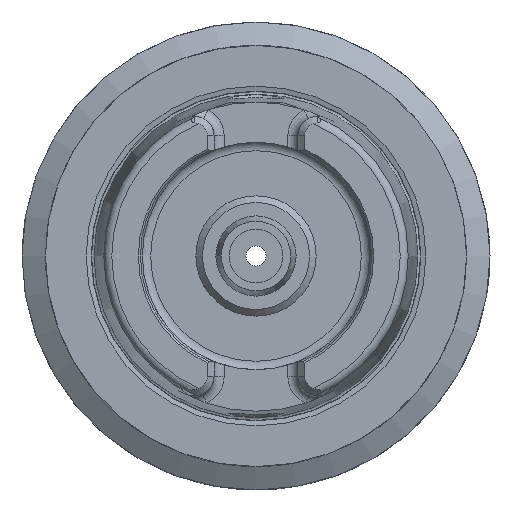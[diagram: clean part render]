
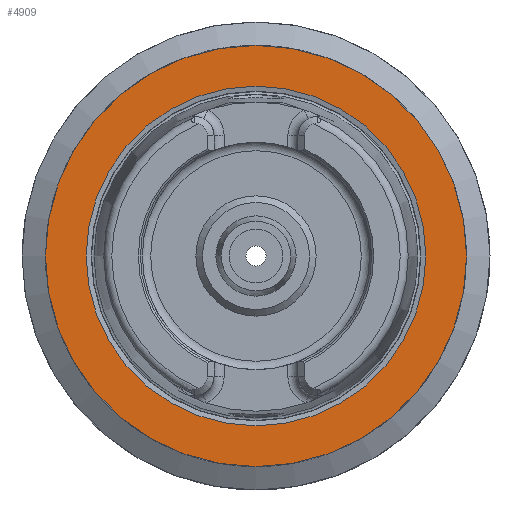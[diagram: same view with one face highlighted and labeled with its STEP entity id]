
A CAD part, left-side view. The second image highlights one B-rep face of the part: STEP entity #4909.
In plain terms, the highlighted planar face has unit normal (-1, 0, 0).
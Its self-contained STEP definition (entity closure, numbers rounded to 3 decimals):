
#4100=CARTESIAN_POINT('',(0.0,31.5,0.0));
#4101=VERTEX_POINT('',#4100);
#4102=CARTESIAN_POINT('',(0.0,0.0,0.0));
#4103=DIRECTION('',(1.0,0.0,0.0));
#4104=DIRECTION('',(0.0,1.0,0.0));
#4105=AXIS2_PLACEMENT_3D('',#4102,#4103,#4104);
#4106=CIRCLE('',#4105,31.5);
#4107=EDGE_CURVE('',#4101,#4101,#4106,.T.);
#4883=CARTESIAN_POINT('',(0.0,25.4,0.0));
#4884=VERTEX_POINT('',#4883);
#4885=CARTESIAN_POINT('',(0.0,0.0,0.0));
#4886=DIRECTION('',(1.0,0.0,0.0));
#4887=DIRECTION('',(0.0,1.0,0.0));
#4888=AXIS2_PLACEMENT_3D('',#4885,#4886,#4887);
#4889=CIRCLE('',#4888,25.4);
#4890=EDGE_CURVE('',#4884,#4884,#4889,.T.);
#4898=CARTESIAN_POINT('',(0.0,28.45,0.0));
#4899=DIRECTION('',(-1.0,0.0,0.0));
#4900=DIRECTION('',(0.0,0.0,1.0));
#4901=AXIS2_PLACEMENT_3D('',#4898,#4899,#4900);
#4902=PLANE('',#4901);
#4903=ORIENTED_EDGE('',*,*,#4107,.F.);
#4904=EDGE_LOOP('',(#4903));
#4905=FACE_OUTER_BOUND('',#4904,.T.);
#4906=ORIENTED_EDGE('',*,*,#4890,.T.);
#4907=EDGE_LOOP('',(#4906));
#4908=FACE_BOUND('',#4907,.T.);
#4909=ADVANCED_FACE('',(#4905,#4908),#4902,.T.);
